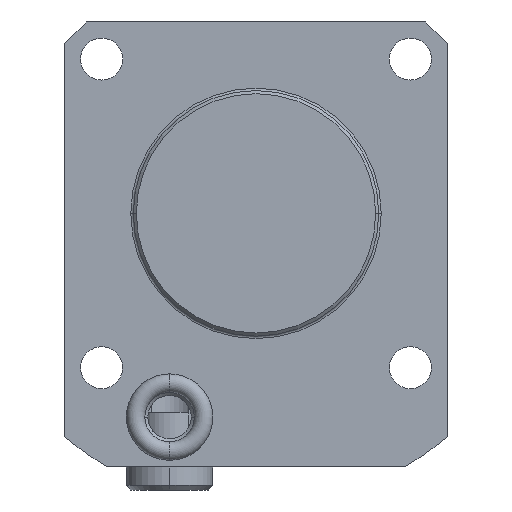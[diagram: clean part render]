
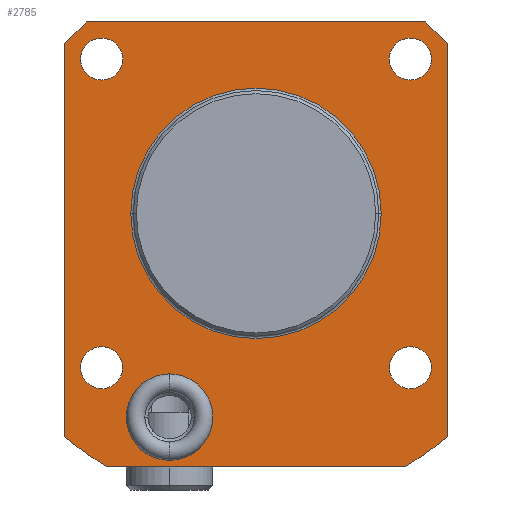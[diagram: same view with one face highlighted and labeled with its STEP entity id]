
A CAD part, front view. The second image highlights one B-rep face of the part: STEP entity #2785.
In plain terms, the highlighted planar face has unit normal (0, -1, 0).
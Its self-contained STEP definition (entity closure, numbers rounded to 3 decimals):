
#318=CARTESIAN_POINT('',(0.,0.,0.));
#319=DIRECTION('',(0.,1.,0.));
#320=DIRECTION('',(-1.,0.,0.));
#321=AXIS2_PLACEMENT_3D('',#318,#319,#320);
#326=CARTESIAN_POINT('',(0.,0.,0.));
#327=DIRECTION('',(0.,1.,0.));
#328=DIRECTION('',(1.,0.,0.));
#329=AXIS2_PLACEMENT_3D('',#326,#327,#328);
#334=DIRECTION('',(1.,0.,0.));
#335=VECTOR('',#334,48.462);
#336=CARTESIAN_POINT('',(-24.231,0.,-41.));
#337=LINE('',#336,#335);
#341=DIRECTION('',(0.,0.,-1.));
#342=VECTOR('',#341,63.654);
#343=CARTESIAN_POINT('',(-31.,0.,27.5));
#344=LINE('',#343,#342);
#348=DIRECTION('',(-0.707,0.,-0.707));
#349=VECTOR('',#348,4.95);
#350=CARTESIAN_POINT('',(-27.5,0.,31.));
#351=LINE('',#350,#349);
#355=DIRECTION('',(-1.,0.,0.));
#356=VECTOR('',#355,55.);
#357=CARTESIAN_POINT('',(27.5,0.,31.));
#358=LINE('',#357,#356);
#362=DIRECTION('',(-0.707,0.,0.707));
#363=VECTOR('',#362,4.95);
#364=CARTESIAN_POINT('',(31.,0.,27.5));
#365=LINE('',#364,#363);
#369=DIRECTION('',(0.,0.,1.));
#370=VECTOR('',#369,63.654);
#371=CARTESIAN_POINT('',(31.,0.,-36.154));
#372=LINE('',#371,#370);
#376=CARTESIAN_POINT('',(-25.,0.,-25.));
#377=DIRECTION('',(0.,1.,0.));
#378=DIRECTION('',(-1.,0.,0.));
#379=AXIS2_PLACEMENT_3D('',#376,#377,#378);
#384=CARTESIAN_POINT('',(-25.,0.,-25.));
#385=DIRECTION('',(0.,1.,0.));
#386=DIRECTION('',(1.,0.,0.));
#387=AXIS2_PLACEMENT_3D('',#384,#385,#386);
#392=CARTESIAN_POINT('',(25.,0.,-25.));
#393=DIRECTION('',(0.,1.,0.));
#394=DIRECTION('',(-1.,0.,0.));
#395=AXIS2_PLACEMENT_3D('',#392,#393,#394);
#400=CARTESIAN_POINT('',(25.,0.,-25.));
#401=DIRECTION('',(0.,1.,0.));
#402=DIRECTION('',(1.,0.,0.));
#403=AXIS2_PLACEMENT_3D('',#400,#401,#402);
#408=CARTESIAN_POINT('',(25.,0.,25.));
#409=DIRECTION('',(0.,1.,0.));
#410=DIRECTION('',(-1.,0.,0.));
#411=AXIS2_PLACEMENT_3D('',#408,#409,#410);
#416=CARTESIAN_POINT('',(25.,0.,25.));
#417=DIRECTION('',(0.,1.,0.));
#418=DIRECTION('',(1.,0.,0.));
#419=AXIS2_PLACEMENT_3D('',#416,#417,#418);
#424=CARTESIAN_POINT('',(-25.,0.,25.));
#425=DIRECTION('',(0.,1.,0.));
#426=DIRECTION('',(-1.,0.,0.));
#427=AXIS2_PLACEMENT_3D('',#424,#425,#426);
#432=CARTESIAN_POINT('',(-25.,0.,25.));
#433=DIRECTION('',(0.,1.,0.));
#434=DIRECTION('',(1.,0.,0.));
#435=AXIS2_PLACEMENT_3D('',#432,#433,#434);
#440=CARTESIAN_POINT('',(-14.,0.,-33.));
#441=DIRECTION('',(0.,-1.,0.));
#442=DIRECTION('',(-1.,0.,0.));
#443=AXIS2_PLACEMENT_3D('',#440,#441,#442);
#448=CARTESIAN_POINT('',(-14.,0.,-33.));
#449=DIRECTION('',(0.,-1.,0.));
#450=DIRECTION('',(1.,0.,0.));
#451=AXIS2_PLACEMENT_3D('',#448,#449,#450);
#586=CARTESIAN_POINT('',(0.,0.,0.));
#587=DIRECTION('',(0.,-1.,0.));
#588=DIRECTION('',(-0.651,0.,-0.759));
#589=AXIS2_PLACEMENT_3D('',#586,#587,#588);
#601=CARTESIAN_POINT('',(0.,0.,0.));
#602=DIRECTION('',(0.,-1.,0.));
#603=DIRECTION('',(0.509,0.,-0.861));
#604=AXIS2_PLACEMENT_3D('',#601,#602,#603);
#2155=CARTESIAN_POINT('',(-24.231,0.,-41.));
#2156=CARTESIAN_POINT('',(24.231,0.,-41.));
#2157=VERTEX_POINT('',#2155);
#2158=VERTEX_POINT('',#2156);
#2159=CARTESIAN_POINT('',(31.,0.,-36.154));
#2160=CARTESIAN_POINT('',(31.,0.,27.5));
#2161=VERTEX_POINT('',#2159);
#2162=VERTEX_POINT('',#2160);
#2169=CARTESIAN_POINT('',(-31.,0.,-36.154));
#2170=VERTEX_POINT('',#2169);
#2171=CARTESIAN_POINT('',(-28.4,0.,-25.));
#2172=CARTESIAN_POINT('',(-21.6,0.,-25.));
#2173=VERTEX_POINT('',#2171);
#2174=VERTEX_POINT('',#2172);
#2175=CARTESIAN_POINT('',(21.6,0.,-25.));
#2176=CARTESIAN_POINT('',(28.4,0.,-25.));
#2177=VERTEX_POINT('',#2175);
#2178=VERTEX_POINT('',#2176);
#2179=CARTESIAN_POINT('',(21.6,0.,25.));
#2180=CARTESIAN_POINT('',(28.4,0.,25.));
#2181=VERTEX_POINT('',#2179);
#2182=VERTEX_POINT('',#2180);
#2183=CARTESIAN_POINT('',(-28.4,0.,25.));
#2184=CARTESIAN_POINT('',(-21.6,0.,25.));
#2185=VERTEX_POINT('',#2183);
#2186=VERTEX_POINT('',#2184);
#2215=CARTESIAN_POINT('',(-20.285,0.,0.));
#2216=CARTESIAN_POINT('',(20.285,0.,0.));
#2217=VERTEX_POINT('',#2215);
#2218=VERTEX_POINT('',#2216);
#2307=CARTESIAN_POINT('',(-21.,0.,-33.));
#2308=CARTESIAN_POINT('',(-7.,0.,-33.));
#2309=VERTEX_POINT('',#2307);
#2310=VERTEX_POINT('',#2308);
#2421=CARTESIAN_POINT('',(27.5,0.,31.));
#2422=VERTEX_POINT('',#2421);
#2423=CARTESIAN_POINT('',(-27.5,0.,31.));
#2424=VERTEX_POINT('',#2423);
#2425=CARTESIAN_POINT('',(-31.,0.,27.5));
#2426=VERTEX_POINT('',#2425);
#2727=CARTESIAN_POINT('',(0.,0.,0.));
#2728=DIRECTION('',(0.,-1.,0.));
#2729=DIRECTION('',(-1.,0.,0.));
#2730=AXIS2_PLACEMENT_3D('',#2727,#2728,#2729);
#2731=PLANE('',#2730);
#2733=ORIENTED_EDGE('',*,*,#2732,.F.);
#2735=ORIENTED_EDGE('',*,*,#2734,.F.);
#2737=ORIENTED_EDGE('',*,*,#2736,.F.);
#2739=ORIENTED_EDGE('',*,*,#2738,.F.);
#2741=ORIENTED_EDGE('',*,*,#2740,.F.);
#2743=ORIENTED_EDGE('',*,*,#2742,.F.);
#2745=ORIENTED_EDGE('',*,*,#2744,.F.);
#2747=ORIENTED_EDGE('',*,*,#2746,.F.);
#2748=EDGE_LOOP('',(#2733,#2735,#2737,#2739,#2741,#2743,#2745,#2747));
#2749=FACE_OUTER_BOUND('',#2748,.F.);
#2751=ORIENTED_EDGE('',*,*,#2750,.F.);
#2753=ORIENTED_EDGE('',*,*,#2752,.F.);
#2754=EDGE_LOOP('',(#2751,#2753));
#2755=FACE_BOUND('',#2754,.F.);
#2757=ORIENTED_EDGE('',*,*,#2756,.F.);
#2759=ORIENTED_EDGE('',*,*,#2758,.F.);
#2760=EDGE_LOOP('',(#2757,#2759));
#2761=FACE_BOUND('',#2760,.F.);
#2763=ORIENTED_EDGE('',*,*,#2762,.F.);
#2765=ORIENTED_EDGE('',*,*,#2764,.F.);
#2766=EDGE_LOOP('',(#2763,#2765));
#2767=FACE_BOUND('',#2766,.F.);
#2769=ORIENTED_EDGE('',*,*,#2768,.F.);
#2771=ORIENTED_EDGE('',*,*,#2770,.F.);
#2772=EDGE_LOOP('',(#2769,#2771));
#2773=FACE_BOUND('',#2772,.F.);
#2775=ORIENTED_EDGE('',*,*,#2774,.F.);
#2777=ORIENTED_EDGE('',*,*,#2776,.F.);
#2778=EDGE_LOOP('',(#2775,#2777));
#2779=FACE_BOUND('',#2778,.F.);
#2780=ORIENTED_EDGE('',*,*,#2717,.T.);
#2782=ORIENTED_EDGE('',*,*,#2781,.T.);
#2783=EDGE_LOOP('',(#2780,#2782));
#2784=FACE_BOUND('',#2783,.F.);
#322=CIRCLE('',#321,20.285);
#330=CIRCLE('',#329,20.285);
#380=CIRCLE('',#379,3.4);
#388=CIRCLE('',#387,3.4);
#396=CIRCLE('',#395,3.4);
#404=CIRCLE('',#403,3.4);
#412=CIRCLE('',#411,3.4);
#420=CIRCLE('',#419,3.4);
#428=CIRCLE('',#427,3.4);
#436=CIRCLE('',#435,3.4);
#444=CIRCLE('',#443,7.);
#452=CIRCLE('',#451,7.);
#590=CIRCLE('',#589,47.625);
#605=CIRCLE('',#604,47.625);
#2717=EDGE_CURVE('',#2309,#2310,#444,.T.);
#2732=EDGE_CURVE('',#2157,#2158,#337,.T.);
#2734=EDGE_CURVE('',#2170,#2157,#590,.T.);
#2736=EDGE_CURVE('',#2426,#2170,#344,.T.);
#2738=EDGE_CURVE('',#2424,#2426,#351,.T.);
#2740=EDGE_CURVE('',#2422,#2424,#358,.T.);
#2742=EDGE_CURVE('',#2162,#2422,#365,.T.);
#2744=EDGE_CURVE('',#2161,#2162,#372,.T.);
#2746=EDGE_CURVE('',#2158,#2161,#605,.T.);
#2750=EDGE_CURVE('',#2217,#2218,#322,.T.);
#2752=EDGE_CURVE('',#2218,#2217,#330,.T.);
#2756=EDGE_CURVE('',#2173,#2174,#380,.T.);
#2758=EDGE_CURVE('',#2174,#2173,#388,.T.);
#2762=EDGE_CURVE('',#2177,#2178,#396,.T.);
#2764=EDGE_CURVE('',#2178,#2177,#404,.T.);
#2768=EDGE_CURVE('',#2181,#2182,#412,.T.);
#2770=EDGE_CURVE('',#2182,#2181,#420,.T.);
#2774=EDGE_CURVE('',#2185,#2186,#428,.T.);
#2776=EDGE_CURVE('',#2186,#2185,#436,.T.);
#2781=EDGE_CURVE('',#2310,#2309,#452,.T.);
#2785=ADVANCED_FACE('',(#2749,#2755,#2761,#2767,#2773,#2779,#2784),#2731,.T.);
